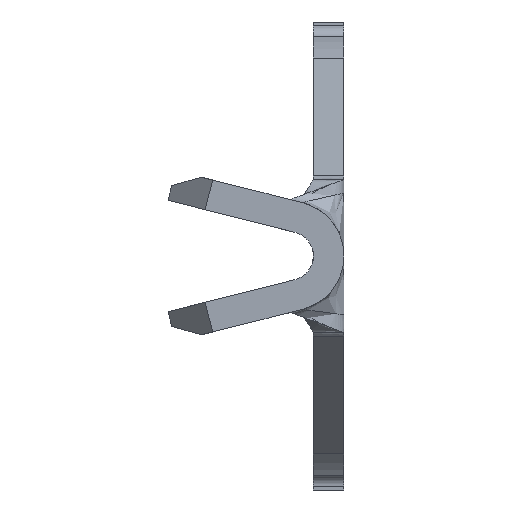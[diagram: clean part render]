
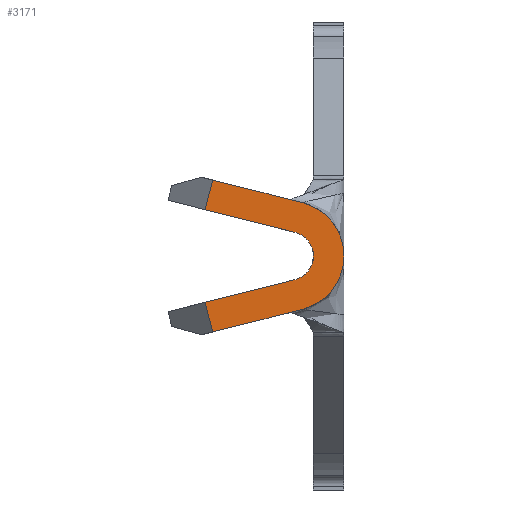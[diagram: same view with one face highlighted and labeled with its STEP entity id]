
A CAD part, left-side view. The second image highlights one B-rep face of the part: STEP entity #3171.
In plain terms, the highlighted planar face has unit normal (-1, 0, 0).
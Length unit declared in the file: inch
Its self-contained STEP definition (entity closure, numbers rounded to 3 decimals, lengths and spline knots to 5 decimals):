
#45 = CARTESIAN_POINT ( 'NONE',  ( -0.375, 0.02724, -0.03492 ) ) ;
#88 = DIRECTION ( 'NONE',  ( 0., 0.97, 0.243 ) ) ;
#109 = CARTESIAN_POINT ( 'NONE',  ( -0.375, 0.03211, 0.01552 ) ) ;
#179 = VECTOR ( 'NONE', #1945, 39.37008 ) ;
#219 = AXIS2_PLACEMENT_3D ( 'NONE', #3517, #1566, #3836 ) ;
#255 = ORIENTED_EDGE ( 'NONE', *, *, #2667, .T. ) ;
#272 = FACE_OUTER_BOUND ( 'NONE', #2306, .T. ) ;
#329 = ORIENTED_EDGE ( 'NONE', *, *, #1299, .T. ) ;
#351 = CARTESIAN_POINT ( 'NONE',  ( -0.375, 0.02724, -0.03492 ) ) ;
#441 = VERTEX_POINT ( 'NONE', #3319 ) ;
#535 = AXIS2_PLACEMENT_3D ( 'NONE', #1027, #3333, #1380 ) ;
#762 = LINE ( 'NONE', #3819, #1754 ) ;
#992 = VECTOR ( 'NONE', #4195, 39.37008 ) ;
#994 = ORIENTED_EDGE ( 'NONE', *, *, #2678, .F. ) ;
#1027 = CARTESIAN_POINT ( 'NONE',  ( -0.375, 0.036, 0. ) ) ;
#1071 = VERTEX_POINT ( 'NONE', #3368 ) ;
#1299 = EDGE_CURVE ( 'NONE', #4256, #3770, #762, .T. ) ;
#1331 = CIRCLE ( 'NONE', #3299, 0.016 ) ;
#1334 = CARTESIAN_POINT ( 'NONE',  ( -0.375, 0.03211, -0.01552 ) ) ;
#1380 = DIRECTION ( 'NONE',  ( 0., 0., -1. ) ) ;
#1382 = EDGE_CURVE ( 'NONE', #1485, #2028, #1331, .T. ) ;
#1485 = VERTEX_POINT ( 'NONE', #3369 ) ;
#1566 = DIRECTION ( 'NONE',  ( 1., 0., 0. ) ) ;
#1675 = DIRECTION ( 'NONE',  ( 0., -0.97, 0.243 ) ) ;
#1701 = ORIENTED_EDGE ( 'NONE', *, *, #3970, .F. ) ;
#1754 = VECTOR ( 'NONE', #2578, 39.37008 ) ;
#1761 = VERTEX_POINT ( 'NONE', #2037 ) ;
#1880 = LINE ( 'NONE', #109, #3731 ) ;
#1919 = LINE ( 'NONE', #1334, #2691 ) ;
#1934 = EDGE_CURVE ( 'NONE', #4256, #1761, #1967, .T. ) ;
#1945 = DIRECTION ( 'NONE',  ( 0., -0.243, -0.97 ) ) ;
#1954 = CARTESIAN_POINT ( 'NONE',  ( -0.375, 0.08832, -0.03993 ) ) ;
#1967 = LINE ( 'NONE', #4092, #992 ) ;
#1982 = DIRECTION ( 'NONE',  ( 0., 0.97, -0.243 ) ) ;
#2028 = VERTEX_POINT ( 'NONE', #2859 ) ;
#2037 = CARTESIAN_POINT ( 'NONE',  ( -0.375, 0.02724, 0.03492 ) ) ;
#2098 = DIRECTION ( 'NONE',  ( 0., 0., -1. ) ) ;
#2101 = ORIENTED_EDGE ( 'NONE', *, *, #2947, .F. ) ;
#2113 = DIRECTION ( 'NONE',  ( -1., 0., 0. ) ) ;
#2121 = CARTESIAN_POINT ( 'NONE',  ( -0.375, 0.036, 0. ) ) ;
#2306 = EDGE_LOOP ( 'NONE', ( #3004, #329, #2101, #3755, #994, #255, #3971, #1701 ) ) ;
#2383 = VECTOR ( 'NONE', #1982, 39.37008 ) ;
#2578 = DIRECTION ( 'NONE',  ( 0., 0.243, -0.97 ) ) ;
#2667 = EDGE_CURVE ( 'NONE', #441, #1071, #2804, .T. ) ;
#2678 = EDGE_CURVE ( 'NONE', #441, #1485, #1919, .T. ) ;
#2691 = VECTOR ( 'NONE', #1675, 39.37008 ) ;
#2796 = EDGE_CURVE ( 'NONE', #3411, #1071, #3268, .T. ) ;
#2804 = LINE ( 'NONE', #1954, #179 ) ;
#2850 = CIRCLE ( 'NONE', #535, 0.036 ) ;
#2859 = CARTESIAN_POINT ( 'NONE',  ( -0.375, 0.03211, 0.01552 ) ) ;
#2947 = EDGE_CURVE ( 'NONE', #2028, #3770, #1880, .T. ) ;
#3004 = ORIENTED_EDGE ( 'NONE', *, *, #1934, .F. ) ;
#3063 = CARTESIAN_POINT ( 'NONE',  ( -0.375, 0.08588, 0.04963 ) ) ;
#3171 = ADVANCED_FACE ( 'NONE', ( #272 ), #3186, .F. ) ;
#3186 = PLANE ( 'NONE',  #219 ) ;
#3268 = LINE ( 'NONE', #351, #2383 ) ;
#3299 = AXIS2_PLACEMENT_3D ( 'NONE', #2121, #2113, #2098 ) ;
#3319 = CARTESIAN_POINT ( 'NONE',  ( -0.375, 0.09075, -0.03023 ) ) ;
#3333 = DIRECTION ( 'NONE',  ( 1., 0., 0. ) ) ;
#3368 = CARTESIAN_POINT ( 'NONE',  ( -0.375, 0.08588, -0.04963 ) ) ;
#3369 = CARTESIAN_POINT ( 'NONE',  ( -0.375, 0.03211, -0.01552 ) ) ;
#3411 = VERTEX_POINT ( 'NONE', #45 ) ;
#3517 = CARTESIAN_POINT ( 'NONE',  ( -0.375, 0.036, 0. ) ) ;
#3532 = CARTESIAN_POINT ( 'NONE',  ( -0.375, 0.09075, 0.03023 ) ) ;
#3731 = VECTOR ( 'NONE', #88, 39.37008 ) ;
#3755 = ORIENTED_EDGE ( 'NONE', *, *, #1382, .F. ) ;
#3770 = VERTEX_POINT ( 'NONE', #3532 ) ;
#3819 = CARTESIAN_POINT ( 'NONE',  ( -0.375, 0.09075, 0.03023 ) ) ;
#3836 = DIRECTION ( 'NONE',  ( 0., 0., -1. ) ) ;
#3970 = EDGE_CURVE ( 'NONE', #1761, #3411, #2850, .T. ) ;
#3971 = ORIENTED_EDGE ( 'NONE', *, *, #2796, .F. ) ;
#4092 = CARTESIAN_POINT ( 'NONE',  ( -0.375, 0.02724, 0.03492 ) ) ;
#4195 = DIRECTION ( 'NONE',  ( 0., -0.97, -0.243 ) ) ;
#4256 = VERTEX_POINT ( 'NONE', #3063 ) ;
